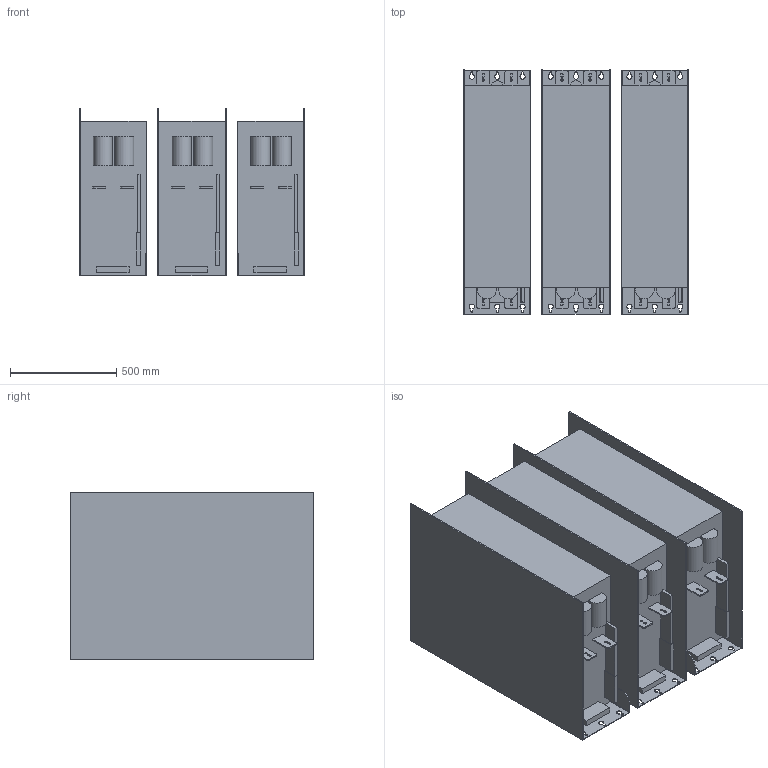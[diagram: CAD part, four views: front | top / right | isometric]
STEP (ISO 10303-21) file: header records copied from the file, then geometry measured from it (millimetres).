
FILE_DESCRIPTION (( 'STEP AP214' ), '1' );
FILE_NAME ('MVE-0X00-130 SOLID.STEP', '2020-06-23T20:23:31', ( '' ), ( '' ), 'SwSTEP 2.0', 'SolidWorks 2019', '' );
FILE_SCHEMA (( 'AUTOMOTIVE_DESIGN' ));
Length unit declared in the file: millimetre
Products named in the file (1): MVE-0X00-130 SOLID
Bounding box: 1060 x 1145 x 788.2 mm (x, y, z)
Volume: 666540872.1 mm3; surface area: 10009545.4 mm2
Topology: 7 solids, 7 shells, 500 faces, 1356 edges, 900 vertices
Faces by surface type: plane 313, cylinder 187
Entity records: 17941 total; most frequent: CARTESIAN_POINT 2757, DIRECTION 2744, ORIENTED_EDGE 2712, EDGE_CURVE 1356, VECTOR 970, LINE 970, VERTEX_POINT 900, AXIS2_PLACEMENT_3D 887
